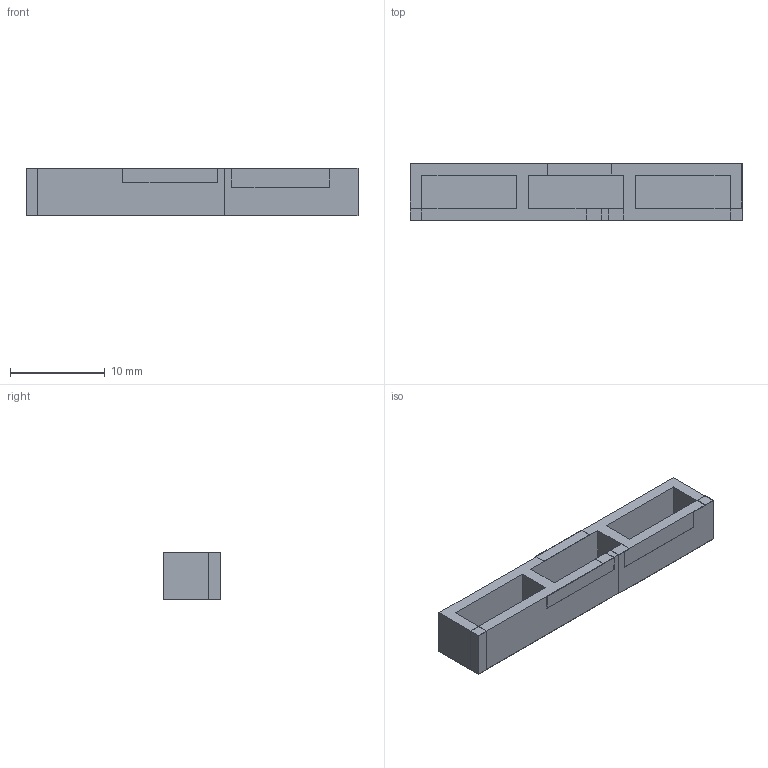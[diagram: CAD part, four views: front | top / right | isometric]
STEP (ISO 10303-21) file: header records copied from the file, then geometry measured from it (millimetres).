
FILE_DESCRIPTION (( 'STEP AP214' ), '1' );
FILE_NAME ('TAOGLAS_PA.25A.STEP', '2015-03-13T12:41:08', ( '' ), ( '' ), '', '', '' );
FILE_SCHEMA (( '' ));
Length unit declared in the file: millimetre
Products named in the file (1): TAOGLAS_PA.25A
Bounding box: 35 x 6 x 5 mm (x, y, z)
Volume: 642.7 mm3; surface area: 1802.8 mm2
Topology: 4 solids, 4 shells, 210 faces, 555 edges, 369 vertices
Faces by surface type: plane 166, bspline 44
Entity records: 10130 total; most frequent: CARTESIAN_POINT 3899, ORIENTED_EDGE 1110, DIRECTION 801, EDGE_CURVE 555, VECTOR 467, LINE 467, VERTEX_POINT 369, EDGE_LOOP 228
